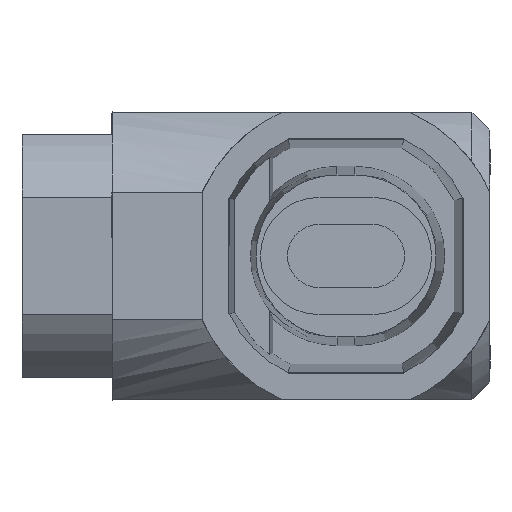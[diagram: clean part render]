
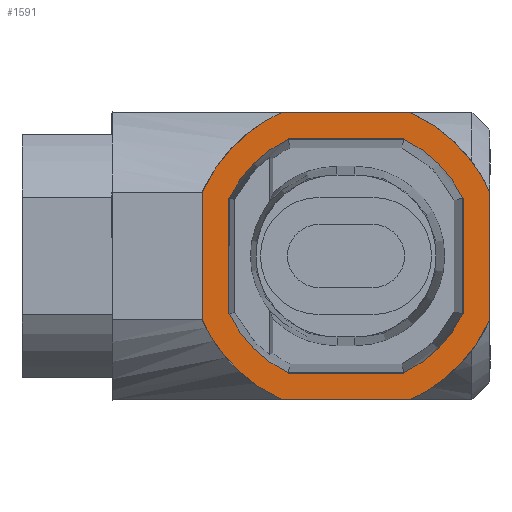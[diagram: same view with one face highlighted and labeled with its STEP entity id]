
A CAD part, front view. The second image highlights one B-rep face of the part: STEP entity #1591.
In plain terms, the highlighted planar face has unit normal (0, -1, 0).
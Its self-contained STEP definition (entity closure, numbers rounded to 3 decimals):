
#1213=CARTESIAN_POINT('',(32.423,-51.,13.));
#1214=VERTEX_POINT('',#1213);
#1232=CARTESIAN_POINT('',(39.,-51.,6.423));
#1233=VERTEX_POINT('',#1232);
#1240=CARTESIAN_POINT('',(26.,-51.,0.));
#1241=DIRECTION('',(0.,-1.0,0.));
#1242=DIRECTION('',(0.443,0.,0.897));
#1243=AXIS2_PLACEMENT_3D('',#1240,#1241,#1242);
#1244=CIRCLE('',#1243,14.5);
#1245=EDGE_CURVE('',#1233,#1214,#1244,.T.);
#1256=CARTESIAN_POINT('',(19.577,-51.,13.));
#1257=VERTEX_POINT('',#1256);
#1258=CARTESIAN_POINT('',(19.577,-51.,13.));
#1259=DIRECTION('',(1.0,0.0,0.0));
#1260=VECTOR('',#1259,12.845);
#1261=LINE('',#1258,#1260);
#1262=EDGE_CURVE('',#1257,#1214,#1261,.T.);
#1286=CARTESIAN_POINT('',(13.,-51.,6.423));
#1287=VERTEX_POINT('',#1286);
#1304=CARTESIAN_POINT('',(26.,-51.,0.));
#1305=DIRECTION('',(0.,-1.0,0.));
#1306=DIRECTION('',(-0.897,0.,0.443));
#1307=AXIS2_PLACEMENT_3D('',#1304,#1305,#1306);
#1308=CIRCLE('',#1307,14.5);
#1309=EDGE_CURVE('',#1257,#1287,#1308,.T.);
#1319=CARTESIAN_POINT('',(13.,-51.,-6.423));
#1320=VERTEX_POINT('',#1319);
#1321=CARTESIAN_POINT('',(13.,-51.,-6.423));
#1322=DIRECTION('',(0.0,0.0,1.0));
#1323=VECTOR('',#1322,12.845);
#1324=LINE('',#1321,#1323);
#1325=EDGE_CURVE('',#1320,#1287,#1324,.T.);
#1350=CARTESIAN_POINT('',(19.577,-51.,-13.));
#1351=VERTEX_POINT('',#1350);
#1368=CARTESIAN_POINT('',(26.,-51.,0.));
#1369=DIRECTION('',(0.,-1.0,0.));
#1370=DIRECTION('',(-0.443,0.,-0.897));
#1371=AXIS2_PLACEMENT_3D('',#1368,#1369,#1370);
#1372=CIRCLE('',#1371,14.5);
#1373=EDGE_CURVE('',#1320,#1351,#1372,.T.);
#1384=CARTESIAN_POINT('',(32.423,-51.,-13.));
#1385=VERTEX_POINT('',#1384);
#1386=CARTESIAN_POINT('',(32.423,-51.,-13.));
#1387=DIRECTION('',(-1.0,0.0,0.0));
#1388=VECTOR('',#1387,12.845);
#1389=LINE('',#1386,#1388);
#1390=EDGE_CURVE('',#1385,#1351,#1389,.T.);
#1414=CARTESIAN_POINT('',(39.,-51.,-6.423));
#1415=VERTEX_POINT('',#1414);
#1432=CARTESIAN_POINT('',(26.,-51.,0.));
#1433=DIRECTION('',(0.,-1.0,0.));
#1434=DIRECTION('',(0.897,0.,-0.443));
#1435=AXIS2_PLACEMENT_3D('',#1432,#1433,#1434);
#1436=CIRCLE('',#1435,14.5);
#1437=EDGE_CURVE('',#1385,#1415,#1436,.T.);
#1454=CARTESIAN_POINT('',(39.,-51.,6.423));
#1455=DIRECTION('',(0.0,0.0,-1.0));
#1456=VECTOR('',#1455,12.845);
#1457=LINE('',#1454,#1456);
#1458=EDGE_CURVE('',#1233,#1415,#1457,.T.);
#1482=CARTESIAN_POINT('',(10.0,-51.,-16.0));
#1483=DIRECTION('',(0.0,1.0,0.0));
#1484=DIRECTION('',(0.0,0.0,1.0));
#1485=AXIS2_PLACEMENT_3D('',#1482,#1483,#1484);
#1486=PLANE('',#1485);
#1487=CARTESIAN_POINT('',(18.936,-51.,15.992));
#1488=VERTEX_POINT('',#1487);
#1489=CARTESIAN_POINT('',(33.064,-51.,15.992));
#1490=VERTEX_POINT('',#1489);
#1491=CARTESIAN_POINT('',(18.935,-51.,16.));
#1492=DIRECTION('',(1.0,0.0,0.0));
#1493=VECTOR('',#1492,14.13);
#1494=LINE('',#1491,#1493);
#1495=EDGE_CURVE('',#1488,#1490,#1494,.T.);
#1496=ORIENTED_EDGE('',*,*,#1495,.F.);
#1497=CARTESIAN_POINT('',(10.008,-51.,7.064));
#1498=VERTEX_POINT('',#1497);
#1499=CARTESIAN_POINT('',(10.015,-51.,7.081));
#1500=CARTESIAN_POINT('',(10.455,-51.,8.075));
#1501=CARTESIAN_POINT('',(10.99,-51.,9.024));
#1502=CARTESIAN_POINT('',(11.608,-51.,9.917));
#1503=CARTESIAN_POINT('',(13.434,-51.,12.552));
#1504=CARTESIAN_POINT('',(15.982,-51.,14.686));
#1505=CARTESIAN_POINT('',(18.918,-51.,15.984));
#1506=CARTESIAN_POINT('',(18.919,-51.,15.985));
#1507=CARTESIAN_POINT('',(18.919,-51.,15.985));
#1508=CARTESIAN_POINT('',(18.919,-51.,15.985));
#1509=B_SPLINE_CURVE_WITH_KNOTS('',3,(#1499,#1500,#1501,#1502,#1503,#1504,#1505,#1506,#1507,#1508),.UNSPECIFIED.,.F.,.U.,(4,3,3,4),(0.0,0.003,0.013,0.013),.UNSPECIFIED.);
#1510=EDGE_CURVE('',#1498,#1488,#1509,.T.);
#1511=ORIENTED_EDGE('',*,*,#1510,.F.);
#1512=CARTESIAN_POINT('',(10.008,-51.,-7.064));
#1513=VERTEX_POINT('',#1512);
#1514=CARTESIAN_POINT('',(10.0,-51.,-7.065));
#1515=DIRECTION('',(0.0,0.0,1.0));
#1516=VECTOR('',#1515,14.13);
#1517=LINE('',#1514,#1516);
#1518=EDGE_CURVE('',#1513,#1498,#1517,.T.);
#1519=ORIENTED_EDGE('',*,*,#1518,.F.);
#1520=CARTESIAN_POINT('',(18.936,-51.,-15.992));
#1521=VERTEX_POINT('',#1520);
#1522=CARTESIAN_POINT('',(18.919,-51.,-15.985));
#1523=CARTESIAN_POINT('',(17.925,-51.,-15.545));
#1524=CARTESIAN_POINT('',(16.976,-51.,-15.01));
#1525=CARTESIAN_POINT('',(16.083,-51.,-14.392));
#1526=CARTESIAN_POINT('',(13.448,-51.,-12.566));
#1527=CARTESIAN_POINT('',(11.314,-51.,-10.018));
#1528=CARTESIAN_POINT('',(10.016,-51.,-7.082));
#1529=CARTESIAN_POINT('',(10.015,-51.,-7.081));
#1530=CARTESIAN_POINT('',(10.015,-51.,-7.081));
#1531=CARTESIAN_POINT('',(10.015,-51.,-7.081));
#1532=B_SPLINE_CURVE_WITH_KNOTS('',3,(#1522,#1523,#1524,#1525,#1526,#1527,#1528,#1529,#1530,#1531),.UNSPECIFIED.,.F.,.U.,(4,3,3,4),(0.0,0.003,0.013,0.013),.UNSPECIFIED.);
#1533=EDGE_CURVE('',#1521,#1513,#1532,.T.);
#1534=ORIENTED_EDGE('',*,*,#1533,.F.);
#1535=CARTESIAN_POINT('',(33.064,-51.,-15.992));
#1536=VERTEX_POINT('',#1535);
#1537=CARTESIAN_POINT('',(33.065,-51.,-16.0));
#1538=DIRECTION('',(-1.0,0.0,0.0));
#1539=VECTOR('',#1538,14.13);
#1540=LINE('',#1537,#1539);
#1541=EDGE_CURVE('',#1536,#1521,#1540,.T.);
#1542=ORIENTED_EDGE('',*,*,#1541,.F.);
#1543=CARTESIAN_POINT('',(41.992,-51.,-7.064));
#1544=VERTEX_POINT('',#1543);
#1545=CARTESIAN_POINT('',(41.985,-51.,-7.081));
#1546=CARTESIAN_POINT('',(41.545,-51.,-8.075));
#1547=CARTESIAN_POINT('',(41.01,-51.,-9.024));
#1548=CARTESIAN_POINT('',(40.392,-51.,-9.917));
#1549=CARTESIAN_POINT('',(38.566,-51.,-12.552));
#1550=CARTESIAN_POINT('',(36.018,-51.,-14.686));
#1551=CARTESIAN_POINT('',(33.082,-51.,-15.984));
#1552=CARTESIAN_POINT('',(33.081,-51.,-15.985));
#1553=CARTESIAN_POINT('',(33.081,-51.,-15.985));
#1554=CARTESIAN_POINT('',(33.081,-51.,-15.985));
#1555=B_SPLINE_CURVE_WITH_KNOTS('',3,(#1545,#1546,#1547,#1548,#1549,#1550,#1551,#1552,#1553,#1554),.UNSPECIFIED.,.F.,.U.,(4,3,3,4),(0.0,0.003,0.013,0.013),.UNSPECIFIED.);
#1556=EDGE_CURVE('',#1544,#1536,#1555,.T.);
#1557=ORIENTED_EDGE('',*,*,#1556,.F.);
#1558=CARTESIAN_POINT('',(41.992,-51.,7.064));
#1559=VERTEX_POINT('',#1558);
#1560=CARTESIAN_POINT('',(42.0,-51.,7.065));
#1561=DIRECTION('',(0.0,0.0,-1.0));
#1562=VECTOR('',#1561,14.13);
#1563=LINE('',#1560,#1562);
#1564=EDGE_CURVE('',#1559,#1544,#1563,.T.);
#1565=ORIENTED_EDGE('',*,*,#1564,.F.);
#1566=CARTESIAN_POINT('',(33.081,-51.,15.985));
#1567=CARTESIAN_POINT('',(34.075,-51.,15.545));
#1568=CARTESIAN_POINT('',(35.024,-51.,15.01));
#1569=CARTESIAN_POINT('',(35.917,-51.,14.392));
#1570=CARTESIAN_POINT('',(38.552,-51.,12.566));
#1571=CARTESIAN_POINT('',(40.686,-51.,10.018));
#1572=CARTESIAN_POINT('',(41.984,-51.,7.082));
#1573=CARTESIAN_POINT('',(41.985,-51.,7.081));
#1574=CARTESIAN_POINT('',(41.985,-51.,7.081));
#1575=CARTESIAN_POINT('',(41.985,-51.,7.081));
#1576=B_SPLINE_CURVE_WITH_KNOTS('',3,(#1566,#1567,#1568,#1569,#1570,#1571,#1572,#1573,#1574,#1575),.UNSPECIFIED.,.F.,.U.,(4,3,3,4),(0.0,0.003,0.013,0.013),.UNSPECIFIED.);
#1577=EDGE_CURVE('',#1490,#1559,#1576,.T.);
#1578=ORIENTED_EDGE('',*,*,#1577,.F.);
#1579=EDGE_LOOP('',(#1496,#1511,#1519,#1534,#1542,#1557,#1565,#1578));
#1580=FACE_OUTER_BOUND('',#1579,.T.);
#1581=ORIENTED_EDGE('',*,*,#1458,.T.);
#1582=ORIENTED_EDGE('',*,*,#1437,.F.);
#1583=ORIENTED_EDGE('',*,*,#1390,.T.);
#1584=ORIENTED_EDGE('',*,*,#1373,.F.);
#1585=ORIENTED_EDGE('',*,*,#1325,.T.);
#1586=ORIENTED_EDGE('',*,*,#1309,.F.);
#1587=ORIENTED_EDGE('',*,*,#1262,.T.);
#1588=ORIENTED_EDGE('',*,*,#1245,.F.);
#1589=EDGE_LOOP('',(#1581,#1582,#1583,#1584,#1585,#1586,#1587,#1588));
#1590=FACE_BOUND('',#1589,.T.);
#1591=ADVANCED_FACE('',(#1580,#1590),#1486,.F.);
